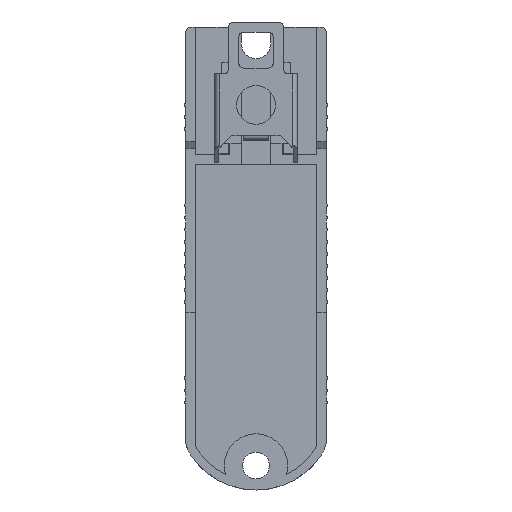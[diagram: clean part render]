
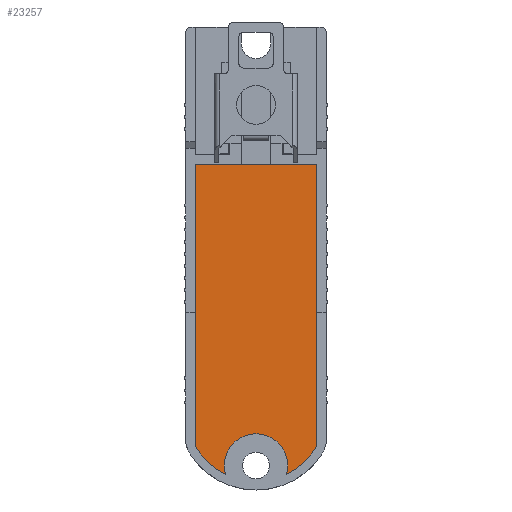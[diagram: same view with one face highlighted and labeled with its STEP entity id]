
A CAD part, front view. The second image highlights one B-rep face of the part: STEP entity #23257.
In plain terms, the highlighted planar face has unit normal (0, -1, 0).
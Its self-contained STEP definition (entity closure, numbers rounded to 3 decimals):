
#10 = CARTESIAN_POINT ( 'NONE',  ( 0., 1.5, -32.569 ) ) ;
#2587 = VERTEX_POINT ( 'NONE', #4471 ) ;
#2686 = LINE ( 'NONE', #25197, #25443 ) ;
#2742 = CARTESIAN_POINT ( 'NONE',  ( 12.5, 1.5, -39.75 ) ) ;
#2772 = DIRECTION ( 'NONE',  ( 0., -1., 0. ) ) ;
#2794 = LINE ( 'NONE', #20765, #12351 ) ;
#3435 = DIRECTION ( 'NONE',  ( 0., 0., -1. ) ) ;
#3471 = ORIENTED_EDGE ( 'NONE', *, *, #22414, .T. ) ;
#3892 = AXIS2_PLACEMENT_3D ( 'NONE', #24145, #4139, #8526 ) ;
#4093 = VERTEX_POINT ( 'NONE', #2742 ) ;
#4139 = DIRECTION ( 'NONE',  ( 0., -1., 0. ) ) ;
#4471 = CARTESIAN_POINT ( 'NONE',  ( -6.285, 1.5, -45.543 ) ) ;
#4684 = FACE_OUTER_BOUND ( 'NONE', #21216, .T. ) ;
#4785 = VERTEX_POINT ( 'NONE', #11401 ) ;
#5307 = DIRECTION ( 'NONE',  ( 0., 0., 1. ) ) ;
#5951 = VECTOR ( 'NONE', #5307, 1000. ) ;
#6062 = CARTESIAN_POINT ( 'NONE',  ( 0., 1.5, -32.569 ) ) ;
#6649 = DIRECTION ( 'NONE',  ( 0., 0., -1. ) ) ;
#6841 = AXIS2_PLACEMENT_3D ( 'NONE', #10, #2772, #18121 ) ;
#7532 = EDGE_CURVE ( 'NONE', #4093, #28769, #20934, .T. ) ;
#8077 = ORIENTED_EDGE ( 'NONE', *, *, #18943, .T. ) ;
#8460 = EDGE_CURVE ( 'NONE', #17842, #2587, #15296, .T. ) ;
#8526 = DIRECTION ( 'NONE',  ( 0., 0., 1. ) ) ;
#10456 = CIRCLE ( 'NONE', #15132, 6.55 ) ;
#11401 = CARTESIAN_POINT ( 'NONE',  ( -12.5, 1.5, 18.45 ) ) ;
#11453 = DIRECTION ( 'NONE',  ( -1., 0., 0. ) ) ;
#12096 = EDGE_CURVE ( 'NONE', #16399, #4093, #27677, .T. ) ;
#12351 = VECTOR ( 'NONE', #27905, 1000. ) ;
#12900 = CARTESIAN_POINT ( 'NONE',  ( 6.285, 1.5, -45.543 ) ) ;
#13983 = CARTESIAN_POINT ( 'NONE',  ( 12.5, 1.5, 18.45 ) ) ;
#15132 = AXIS2_PLACEMENT_3D ( 'NONE', #23447, #19612, #3435 ) ;
#15153 = ORIENTED_EDGE ( 'NONE', *, *, #19189, .T. ) ;
#15296 = CIRCLE ( 'NONE', #24614, 14.416 ) ;
#15419 = ORIENTED_EDGE ( 'NONE', *, *, #8460, .T. ) ;
#16399 = VERTEX_POINT ( 'NONE', #12900 ) ;
#17842 = VERTEX_POINT ( 'NONE', #19153 ) ;
#18121 = DIRECTION ( 'NONE',  ( 0., 0., -1. ) ) ;
#18943 = EDGE_CURVE ( 'NONE', #2587, #16399, #10456, .T. ) ;
#19153 = CARTESIAN_POINT ( 'NONE',  ( -12.5, 1.5, -39.75 ) ) ;
#19189 = EDGE_CURVE ( 'NONE', #4785, #17842, #2794, .T. ) ;
#19439 = ORIENTED_EDGE ( 'NONE', *, *, #7532, .T. ) ;
#19612 = DIRECTION ( 'NONE',  ( 0., 1., 0. ) ) ;
#20178 = ORIENTED_EDGE ( 'NONE', *, *, #12096, .T. ) ;
#20765 = CARTESIAN_POINT ( 'NONE',  ( -12.5, 1.5, 18.45 ) ) ;
#20934 = LINE ( 'NONE', #21222, #5951 ) ;
#21216 = EDGE_LOOP ( 'NONE', ( #15153, #15419, #8077, #20178, #19439, #3471 ) ) ;
#21222 = CARTESIAN_POINT ( 'NONE',  ( 12.5, 1.5, 18.45 ) ) ;
#22414 = EDGE_CURVE ( 'NONE', #28769, #4785, #2686, .T. ) ;
#22799 = PLANE ( 'NONE',  #6841 ) ;
#23257 = ADVANCED_FACE ( 'NONE', ( #4684 ), #22799, .T. ) ;
#23447 = CARTESIAN_POINT ( 'NONE',  ( 0., 1.5, -43.7 ) ) ;
#24145 = CARTESIAN_POINT ( 'NONE',  ( 0., 1.5, -32.569 ) ) ;
#24614 = AXIS2_PLACEMENT_3D ( 'NONE', #6062, #26654, #6649 ) ;
#25197 = CARTESIAN_POINT ( 'NONE',  ( 12.5, 1.5, 18.45 ) ) ;
#25443 = VECTOR ( 'NONE', #11453, 1000. ) ;
#26654 = DIRECTION ( 'NONE',  ( 0., -1., 0. ) ) ;
#27677 = CIRCLE ( 'NONE', #3892, 14.416 ) ;
#27905 = DIRECTION ( 'NONE',  ( 0., 0., -1. ) ) ;
#28769 = VERTEX_POINT ( 'NONE', #13983 ) ;
